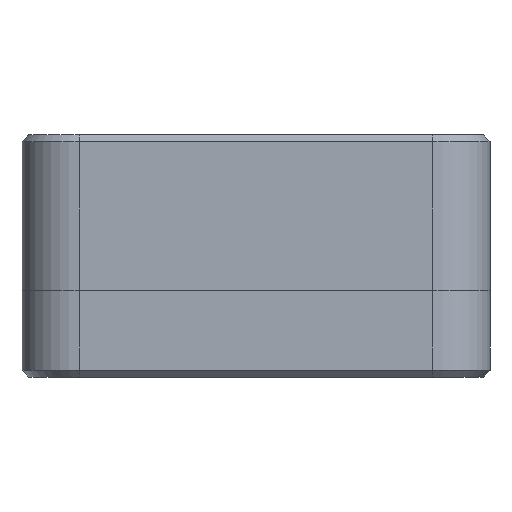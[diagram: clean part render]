
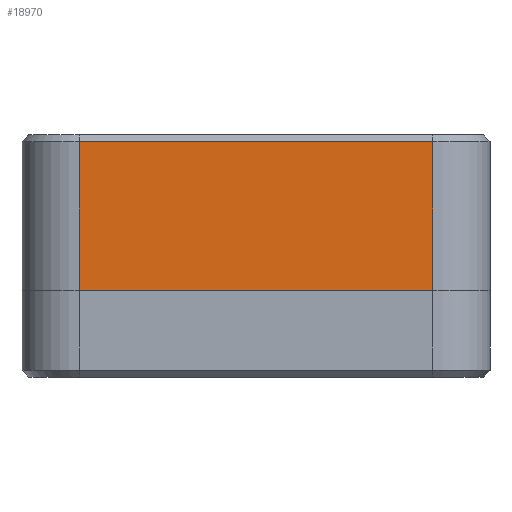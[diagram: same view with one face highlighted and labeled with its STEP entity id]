
A CAD part, left-side view. The second image highlights one B-rep face of the part: STEP entity #18970.
In plain terms, the highlighted planar face has unit normal (-1, 0, 0).
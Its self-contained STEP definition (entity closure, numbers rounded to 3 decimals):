
#503=PLANE('',#20461);
#1514=FACE_OUTER_BOUND('',#2644,.T.);
#2644=EDGE_LOOP('',(#15523,#15524,#15525,#15526));
#5045=LINE('',#34425,#6710);
#5221=LINE('',#35446,#6886);
#5223=LINE('',#35452,#6888);
#5224=LINE('',#35454,#6889);
#6710=VECTOR('',#23692,10.);
#6886=VECTOR('',#24346,10.);
#6888=VECTOR('',#24356,10.);
#6889=VECTOR('',#24359,10.);
#8455=VERTEX_POINT('',#34422);
#8456=VERTEX_POINT('',#34424);
#8615=VERTEX_POINT('',#35440);
#8616=VERTEX_POINT('',#35444);
#10742=EDGE_CURVE('',#8455,#8456,#5045,.T.);
#11051=EDGE_CURVE('',#8615,#8616,#5221,.T.);
#11054=EDGE_CURVE('',#8455,#8616,#5223,.T.);
#11055=EDGE_CURVE('',#8456,#8615,#5224,.T.);
#15523=ORIENTED_EDGE('',*,*,#11051,.F.);
#15524=ORIENTED_EDGE('',*,*,#11055,.F.);
#15525=ORIENTED_EDGE('',*,*,#10742,.F.);
#15526=ORIENTED_EDGE('',*,*,#11054,.T.);
#18970=ADVANCED_FACE('',(#1514),#503,.T.);
#20461=AXIS2_PLACEMENT_3D('',#35453,#24357,#24358);
#23692=DIRECTION('',(0.,1.,0.));
#24346=DIRECTION('',(0.,-1.,0.));
#24356=DIRECTION('',(0.,0.,1.));
#24357=DIRECTION('center_axis',(-1.,0.,0.));
#24358=DIRECTION('ref_axis',(0.,-1.,0.));
#24359=DIRECTION('',(0.,0.,1.));
#34422=CARTESIAN_POINT('',(-45.345,-20.32,3.2));
#34424=CARTESIAN_POINT('',(-45.345,20.32,3.2));
#34425=CARTESIAN_POINT('',(-45.345,10.16,3.2));
#35440=CARTESIAN_POINT('',(-45.345,20.32,20.3));
#35444=CARTESIAN_POINT('',(-45.345,-20.32,20.3));
#35446=CARTESIAN_POINT('',(-45.345,10.16,20.3));
#35452=CARTESIAN_POINT('',(-45.345,-20.32,-10.));
#35453=CARTESIAN_POINT('Origin',(-45.345,20.32,-10.));
#35454=CARTESIAN_POINT('',(-45.345,20.32,-10.));
